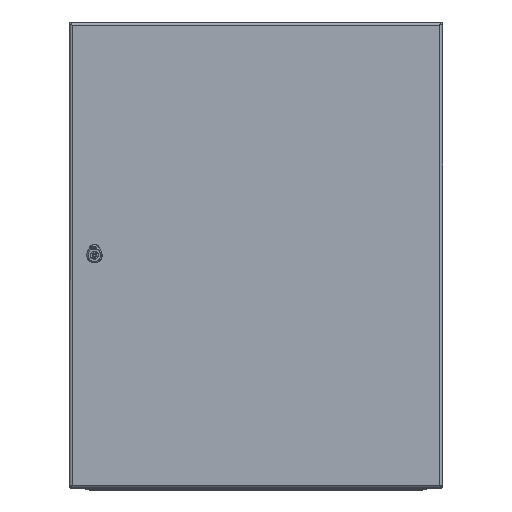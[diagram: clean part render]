
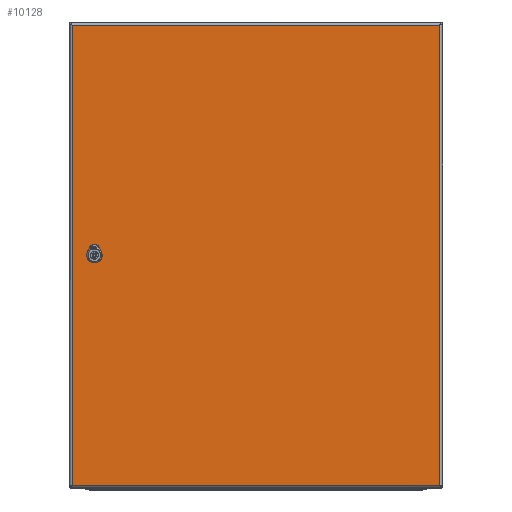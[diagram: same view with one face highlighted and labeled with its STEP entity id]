
A CAD part, top view. The second image highlights one B-rep face of the part: STEP entity #10128.
In plain terms, the highlighted face is planar.
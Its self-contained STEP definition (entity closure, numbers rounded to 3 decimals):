
#3912=FACE_BOUND('',#12953,.T.);
#3913=FACE_BOUND('',#12954,.T.);
#5586=PLANE('',#29816);
#6921=LINE('',#47876,#8642);
#6922=LINE('',#47881,#8643);
#6923=LINE('',#47885,#8644);
#6924=LINE('',#47889,#8645);
#6925=LINE('',#47892,#8646);
#6926=LINE('',#47895,#8647);
#6927=LINE('',#47897,#8648);
#6928=LINE('',#47899,#8649);
#8642=VECTOR('',#34997,1.);
#8643=VECTOR('',#35000,1.);
#8644=VECTOR('',#35003,1.);
#8645=VECTOR('',#35006,1.);
#8646=VECTOR('',#35009,1.);
#8647=VECTOR('',#35010,1.);
#8648=VECTOR('',#35011,1.);
#8649=VECTOR('',#35012,1.);
#10128=ADVANCED_FACE('',(#3912,#3913),#5586,.F.);
#12953=EDGE_LOOP('',(#18670,#18671,#18672,#18673,#18674,#18675,#18676,#18677));
#12954=EDGE_LOOP('',(#18678,#18679,#18680,#18681));
#18670=ORIENTED_EDGE('',*,*,#25813,.T.);
#18671=ORIENTED_EDGE('',*,*,#25814,.T.);
#18672=ORIENTED_EDGE('',*,*,#25815,.T.);
#18673=ORIENTED_EDGE('',*,*,#25816,.T.);
#18674=ORIENTED_EDGE('',*,*,#25817,.T.);
#18675=ORIENTED_EDGE('',*,*,#25818,.T.);
#18676=ORIENTED_EDGE('',*,*,#25819,.T.);
#18677=ORIENTED_EDGE('',*,*,#25820,.T.);
#18678=ORIENTED_EDGE('',*,*,#25821,.T.);
#18679=ORIENTED_EDGE('',*,*,#25822,.T.);
#18680=ORIENTED_EDGE('',*,*,#25823,.T.);
#18681=ORIENTED_EDGE('',*,*,#25824,.T.);
#22734=VERTEX_POINT('',#47877);
#22735=VERTEX_POINT('',#47878);
#22736=VERTEX_POINT('',#47880);
#22737=VERTEX_POINT('',#47882);
#22738=VERTEX_POINT('',#47884);
#22739=VERTEX_POINT('',#47886);
#22740=VERTEX_POINT('',#47888);
#22741=VERTEX_POINT('',#47890);
#22742=VERTEX_POINT('',#47893);
#22743=VERTEX_POINT('',#47894);
#22744=VERTEX_POINT('',#47896);
#22745=VERTEX_POINT('',#47898);
#25813=EDGE_CURVE('',#22734,#22735,#6921,.T.);
#25814=EDGE_CURVE('',#22735,#22736,#27818,.T.);
#25815=EDGE_CURVE('',#22736,#22737,#6922,.T.);
#25816=EDGE_CURVE('',#22737,#22738,#27819,.T.);
#25817=EDGE_CURVE('',#22738,#22739,#6923,.T.);
#25818=EDGE_CURVE('',#22739,#22740,#27820,.T.);
#25819=EDGE_CURVE('',#22740,#22741,#6924,.T.);
#25820=EDGE_CURVE('',#22741,#22734,#27821,.T.);
#25821=EDGE_CURVE('',#22742,#22743,#6925,.T.);
#25822=EDGE_CURVE('',#22743,#22744,#6926,.T.);
#25823=EDGE_CURVE('',#22744,#22745,#6927,.T.);
#25824=EDGE_CURVE('',#22745,#22742,#6928,.T.);
#27818=CIRCLE('',#29812,11.25);
#27819=CIRCLE('',#29813,11.25);
#27820=CIRCLE('',#29814,11.25);
#27821=CIRCLE('',#29815,11.25);
#29812=AXIS2_PLACEMENT_3D('',#47879,#34998,#34999);
#29813=AXIS2_PLACEMENT_3D('',#47883,#35001,#35002);
#29814=AXIS2_PLACEMENT_3D('',#47887,#35004,#35005);
#29815=AXIS2_PLACEMENT_3D('',#47891,#35007,#35008);
#29816=AXIS2_PLACEMENT_3D('',#47900,#35013,#35014);
#34997=DIRECTION('',(-1.,0.,0.));
#34998=DIRECTION('',(0.,0.,1.));
#34999=DIRECTION('',(1.,0.,0.));
#35000=DIRECTION('',(0.,-1.,0.));
#35001=DIRECTION('',(0.,0.,1.));
#35002=DIRECTION('',(1.,0.,0.));
#35003=DIRECTION('',(1.,0.,0.));
#35004=DIRECTION('',(0.,0.,1.));
#35005=DIRECTION('',(1.,0.,0.));
#35006=DIRECTION('',(0.,1.,0.));
#35007=DIRECTION('',(0.,0.,1.));
#35008=DIRECTION('',(1.,0.,0.));
#35009=DIRECTION('',(0.,1.,0.));
#35010=DIRECTION('',(1.,0.,0.));
#35011=DIRECTION('',(0.,-1.,0.));
#35012=DIRECTION('',(-1.,0.,0.));
#35013=DIRECTION('',(0.,0.,1.));
#35014=DIRECTION('',(1.,0.,0.));
#47876=CARTESIAN_POINT('',(-396.25,10.2,0.));
#47877=CARTESIAN_POINT('',(350.996,10.2,0.));
#47878=CARTESIAN_POINT('',(341.504,10.2,0.));
#47879=CARTESIAN_POINT('',(346.25,0.,0.));
#47880=CARTESIAN_POINT('',(336.05,4.746,0.));
#47881=CARTESIAN_POINT('',(336.05,-495.5,0.));
#47882=CARTESIAN_POINT('',(336.05,-4.746,0.));
#47883=CARTESIAN_POINT('',(346.25,0.,0.));
#47884=CARTESIAN_POINT('',(341.504,-10.2,0.));
#47885=CARTESIAN_POINT('',(-396.25,-10.2,0.));
#47886=CARTESIAN_POINT('',(350.996,-10.2,0.));
#47887=CARTESIAN_POINT('',(346.25,0.,0.));
#47888=CARTESIAN_POINT('',(356.45,-4.746,0.));
#47889=CARTESIAN_POINT('',(356.45,-495.5,0.));
#47890=CARTESIAN_POINT('',(356.45,4.746,0.));
#47891=CARTESIAN_POINT('',(346.25,0.,0.));
#47892=CARTESIAN_POINT('',(-394.15,-495.5,0.));
#47893=CARTESIAN_POINT('',(-394.15,-493.4,0.));
#47894=CARTESIAN_POINT('',(-394.15,493.4,0.));
#47895=CARTESIAN_POINT('',(-396.25,493.4,0.));
#47896=CARTESIAN_POINT('',(394.15,493.4,0.));
#47897=CARTESIAN_POINT('',(394.15,-495.5,0.));
#47898=CARTESIAN_POINT('',(394.15,-493.4,0.));
#47899=CARTESIAN_POINT('',(-396.25,-493.4,0.));
#47900=CARTESIAN_POINT('',(-396.25,-495.5,0.));
